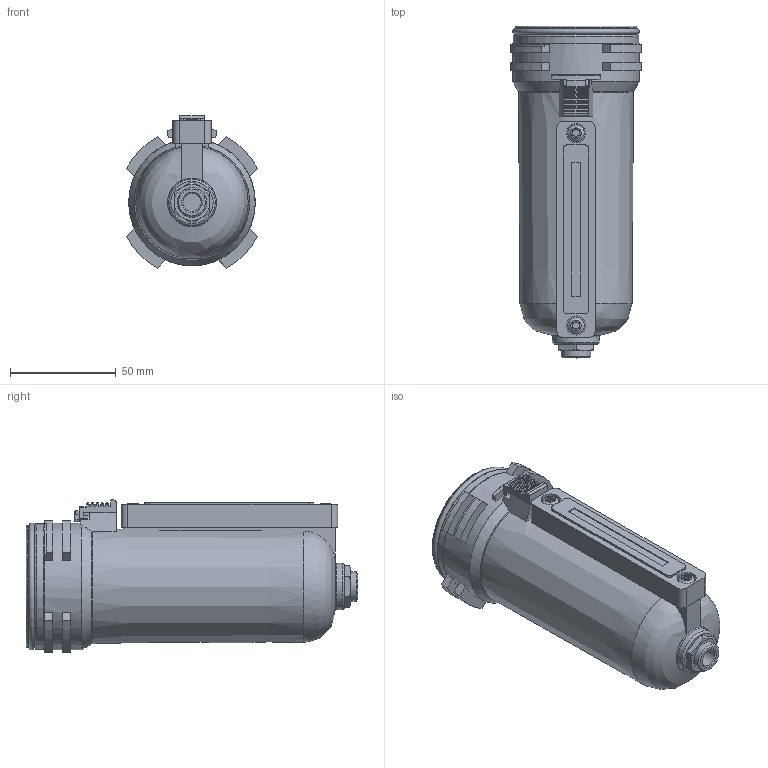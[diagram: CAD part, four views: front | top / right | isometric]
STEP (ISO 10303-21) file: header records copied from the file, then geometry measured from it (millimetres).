
FILE_DESCRIPTION( ( 'STEP AP203' ), ' ' );
FILE_NAME( '90004.0222.stp', '2017-03-10T08:59:13', ( '' ), ( '' ), ' ', 'PARTsolutions', ' ' );
FILE_SCHEMA( ( 'CONFIG_CONTROL_DESIGN' ) );
Length unit declared in the file: millimetre
Products named in the file (5): 90004.0222; _90004.0222_G; _90004.0222_A; _90004.0222_RE; _90004.0222_DIS
Assembly tree (4 placements, depth 2):
  90004.0222
    _90004.0222_G
    _90004.0222_A
    _90004.0222_RE
    _90004.0222_DIS
Bounding box: 62.07 x 157 x 71.93 mm (x, y, z)
Volume: 369456 mm3; surface area: 43351.3 mm2
Topology: 4 solids, 4 shells, 294 faces, 753 edges, 492 vertices
Faces by surface type: plane 136, cylinder 106, torus 37, cone 12, bspline 3
Full cylindrical faces by diameter (mm): 8 x2, 8.566 x1, 9 x2, 14 x3, 22 x1, 55.6 x2, 57.5 x1, 59.4 x1, 59.8 x1
Entity records: 9361 total; most frequent: CARTESIAN_POINT 2117, DIRECTION 1502, ORIENTED_EDGE 1436, EDGE_CURVE 718, AXIS2_PLACEMENT_3D 574, VERTEX_POINT 489, LINE 354, VECTOR 354
